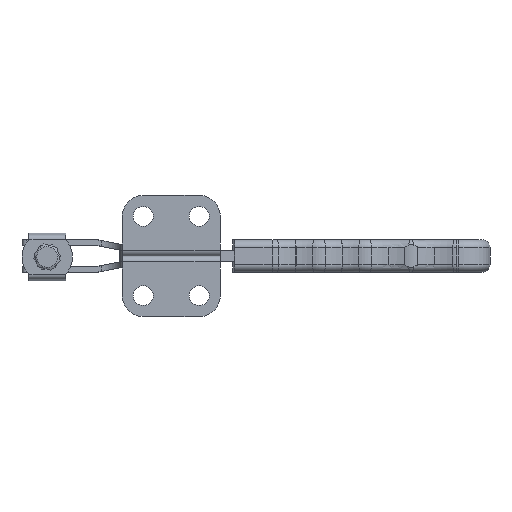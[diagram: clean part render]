
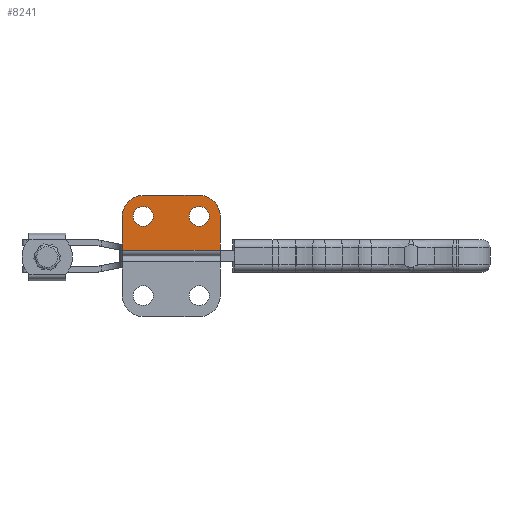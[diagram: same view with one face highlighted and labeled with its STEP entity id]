
A CAD part, front view. The second image highlights one B-rep face of the part: STEP entity #8241.
In plain terms, the highlighted planar face has unit normal (0, -1, 0).
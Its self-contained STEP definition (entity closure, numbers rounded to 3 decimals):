
#643 = DIRECTION ( 'NONE',  ( 0., -1., 0. ) ) ;
#2104 = VECTOR ( 'NONE', #20798, 1000. ) ;
#2268 = CARTESIAN_POINT ( 'NONE',  ( 0., 0., 2.5 ) ) ;
#2410 = DIRECTION ( 'NONE',  ( 0., 0., 1. ) ) ;
#2816 = CARTESIAN_POINT ( 'NONE',  ( 9., 0., 17. ) ) ;
#3034 = CARTESIAN_POINT ( 'NONE',  ( 42., 0., 2.5 ) ) ;
#3078 = CARTESIAN_POINT ( 'NONE',  ( 33., 0., 26. ) ) ;
#3158 = VERTEX_POINT ( 'NONE', #24881 ) ;
#3371 = CARTESIAN_POINT ( 'NONE',  ( 9., 0., 21.25 ) ) ;
#3396 = VERTEX_POINT ( 'NONE', #3371 ) ;
#4354 = CIRCLE ( 'NONE', #22661, 4.25 ) ;
#4377 = VERTEX_POINT ( 'NONE', #22617 ) ;
#4836 = EDGE_CURVE ( 'NONE', #37799, #13671, #15883, .T. ) ;
#5344 = ORIENTED_EDGE ( 'NONE', *, *, #34879, .F. ) ;
#5432 = CARTESIAN_POINT ( 'NONE',  ( 33., 0., 26. ) ) ;
#6118 = DIRECTION ( 'NONE',  ( 0., 0., -1. ) ) ;
#6221 = ORIENTED_EDGE ( 'NONE', *, *, #33745, .F. ) ;
#6374 = CARTESIAN_POINT ( 'NONE',  ( 33., 0., 12.75 ) ) ;
#6803 = CARTESIAN_POINT ( 'NONE',  ( 0., 0., 2.5 ) ) ;
#7849 = DIRECTION ( 'NONE',  ( 0., -1., 0. ) ) ;
#7874 = EDGE_LOOP ( 'NONE', ( #6221, #18065 ) ) ;
#8067 = ORIENTED_EDGE ( 'NONE', *, *, #33379, .T. ) ;
#8241 = ADVANCED_FACE ( 'NONE', ( #15770, #22444, #13730 ), #35210, .F. ) ;
#9202 = EDGE_CURVE ( 'NONE', #4377, #15225, #16557, .T. ) ;
#11466 = ORIENTED_EDGE ( 'NONE', *, *, #28500, .F. ) ;
#11772 = EDGE_CURVE ( 'NONE', #3158, #28681, #21603, .T. ) ;
#11832 = EDGE_CURVE ( 'NONE', #12126, #4377, #37136, .T. ) ;
#12126 = VERTEX_POINT ( 'NONE', #15704 ) ;
#12144 = EDGE_CURVE ( 'NONE', #32187, #12126, #21072, .T. ) ;
#12693 = ORIENTED_EDGE ( 'NONE', *, *, #11772, .T. ) ;
#12847 = CARTESIAN_POINT ( 'NONE',  ( 9., 0., 12.75 ) ) ;
#13121 = ORIENTED_EDGE ( 'NONE', *, *, #12144, .T. ) ;
#13417 = DIRECTION ( 'NONE',  ( 0., -1., 0. ) ) ;
#13671 = VERTEX_POINT ( 'NONE', #6374 ) ;
#13730 = FACE_BOUND ( 'NONE', #15937, .T. ) ;
#14066 = DIRECTION ( 'NONE',  ( 0., -1., 0. ) ) ;
#15225 = VERTEX_POINT ( 'NONE', #3034 ) ;
#15515 = VECTOR ( 'NONE', #29761, 1000. ) ;
#15704 = CARTESIAN_POINT ( 'NONE',  ( 0., 0., 17. ) ) ;
#15770 = FACE_OUTER_BOUND ( 'NONE', #31981, .T. ) ;
#15883 = CIRCLE ( 'NONE', #16537, 4.25 ) ;
#15937 = EDGE_LOOP ( 'NONE', ( #5344, #24131 ) ) ;
#16537 = AXIS2_PLACEMENT_3D ( 'NONE', #20271, #643, #23580 ) ;
#16557 = LINE ( 'NONE', #6803, #15515 ) ;
#17119 = CARTESIAN_POINT ( 'NONE',  ( 9., 0., 26. ) ) ;
#17225 = AXIS2_PLACEMENT_3D ( 'NONE', #2816, #25743, #6118 ) ;
#18065 = ORIENTED_EDGE ( 'NONE', *, *, #24422, .F. ) ;
#18366 = DIRECTION ( 'NONE',  ( 0., -1., 0. ) ) ;
#20271 = CARTESIAN_POINT ( 'NONE',  ( 33., 0., 17. ) ) ;
#20798 = DIRECTION ( 'NONE',  ( 0., 0., -1. ) ) ;
#21072 = CIRCLE ( 'NONE', #17225, 9. ) ;
#21603 = CIRCLE ( 'NONE', #31285, 9. ) ;
#22042 = DIRECTION ( 'NONE',  ( 0., 1., 0. ) ) ;
#22374 = VECTOR ( 'NONE', #29634, 1000. ) ;
#22444 = FACE_BOUND ( 'NONE', #7874, .T. ) ;
#22617 = CARTESIAN_POINT ( 'NONE',  ( 0., 0., 2.5 ) ) ;
#22661 = AXIS2_PLACEMENT_3D ( 'NONE', #33171, #13417, #36487 ) ;
#23580 = DIRECTION ( 'NONE',  ( 0., 0., -1. ) ) ;
#23855 = ORIENTED_EDGE ( 'NONE', *, *, #9202, .T. ) ;
#24131 = ORIENTED_EDGE ( 'NONE', *, *, #4836, .F. ) ;
#24422 = EDGE_CURVE ( 'NONE', #3396, #38254, #4354, .T. ) ;
#24881 = CARTESIAN_POINT ( 'NONE',  ( 42., 0., 17. ) ) ;
#25743 = DIRECTION ( 'NONE',  ( 0., -1., 0. ) ) ;
#26411 = CARTESIAN_POINT ( 'NONE',  ( 33., 0., 21.25 ) ) ;
#27286 = CARTESIAN_POINT ( 'NONE',  ( 0., 0., 2.5 ) ) ;
#27518 = CARTESIAN_POINT ( 'NONE',  ( 33., 0., 17. ) ) ;
#28500 = EDGE_CURVE ( 'NONE', #3158, #15225, #31417, .T. ) ;
#28681 = VERTEX_POINT ( 'NONE', #5432 ) ;
#29634 = DIRECTION ( 'NONE',  ( -1., 0., 0. ) ) ;
#29761 = DIRECTION ( 'NONE',  ( 1., 0., 0. ) ) ;
#30856 = DIRECTION ( 'NONE',  ( 0., 0., -1. ) ) ;
#31285 = AXIS2_PLACEMENT_3D ( 'NONE', #33828, #14066, #37129 ) ;
#31417 = LINE ( 'NONE', #34082, #39149 ) ;
#31981 = EDGE_LOOP ( 'NONE', ( #35420, #23855, #11466, #12693, #8067, #13121 ) ) ;
#32187 = VERTEX_POINT ( 'NONE', #17119 ) ;
#33171 = CARTESIAN_POINT ( 'NONE',  ( 9., 0., 17. ) ) ;
#33379 = EDGE_CURVE ( 'NONE', #28681, #32187, #40919, .T. ) ;
#33745 = EDGE_CURVE ( 'NONE', #38254, #3396, #39383, .T. ) ;
#33828 = CARTESIAN_POINT ( 'NONE',  ( 33., 0., 17. ) ) ;
#34082 = CARTESIAN_POINT ( 'NONE',  ( 42., 0., 2.5 ) ) ;
#34879 = EDGE_CURVE ( 'NONE', #13671, #37799, #37781, .T. ) ;
#35210 = PLANE ( 'NONE',  #40844 ) ;
#35346 = AXIS2_PLACEMENT_3D ( 'NONE', #38106, #18366, #41366 ) ;
#35420 = ORIENTED_EDGE ( 'NONE', *, *, #11832, .T. ) ;
#36487 = DIRECTION ( 'NONE',  ( 0., 0., -1. ) ) ;
#37129 = DIRECTION ( 'NONE',  ( 0., 0., -1. ) ) ;
#37136 = LINE ( 'NONE', #27286, #2104 ) ;
#37371 = DIRECTION ( 'NONE',  ( 0., 0., -1. ) ) ;
#37781 = CIRCLE ( 'NONE', #39478, 4.25 ) ;
#37799 = VERTEX_POINT ( 'NONE', #26411 ) ;
#38106 = CARTESIAN_POINT ( 'NONE',  ( 9., 0., 17. ) ) ;
#38254 = VERTEX_POINT ( 'NONE', #12847 ) ;
#39149 = VECTOR ( 'NONE', #37371, 1000. ) ;
#39383 = CIRCLE ( 'NONE', #35346, 4.25 ) ;
#39478 = AXIS2_PLACEMENT_3D ( 'NONE', #27518, #7849, #30856 ) ;
#40844 = AXIS2_PLACEMENT_3D ( 'NONE', #2268, #22042, #2410 ) ;
#40919 = LINE ( 'NONE', #3078, #22374 ) ;
#41366 = DIRECTION ( 'NONE',  ( 0., 0., -1. ) ) ;
